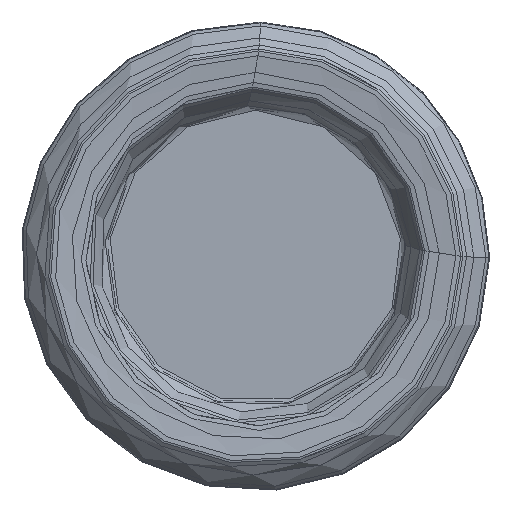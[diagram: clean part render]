
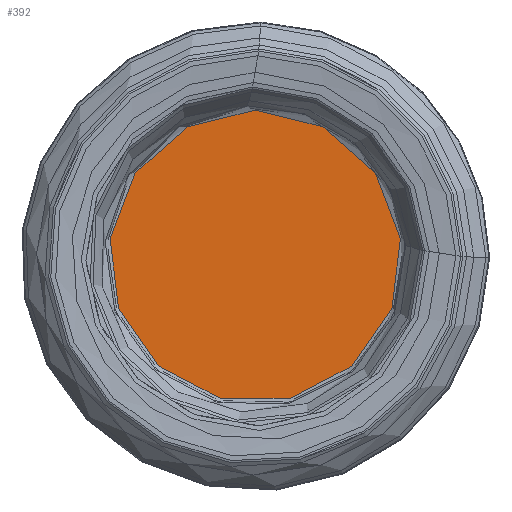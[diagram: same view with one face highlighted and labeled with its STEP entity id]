
A CAD part, left-side view. The second image highlights one B-rep face of the part: STEP entity #392.
In plain terms, the highlighted planar face has unit normal (-1, 0, 0).
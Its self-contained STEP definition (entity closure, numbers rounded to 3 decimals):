
#392=ADVANCED_FACE('',(#484),#411,.F.);
#411=PLANE('',#1470);
#484=FACE_OUTER_BOUND('',#562,.T.);
#562=EDGE_LOOP('',(#983));
#681=CIRCLE('',#1469,35.373);
#983=ORIENTED_EDGE('',*,*,#1247,.T.);
#1088=VERTEX_POINT('',#2929);
#1247=EDGE_CURVE('',#1088,#1088,#681,.T.);
#1469=AXIS2_PLACEMENT_3D('',#2928,#1743,#1744);
#1470=AXIS2_PLACEMENT_3D('',#2930,#1745,#1746);
#1743=DIRECTION('',(-1.,0.,0.));
#1744=DIRECTION('',(0.,0.,1.));
#1745=DIRECTION('',(1.,0.,0.));
#1746=DIRECTION('',(0.,0.,-1.));
#2928=CARTESIAN_POINT('',(9.,0.,0.));
#2929=CARTESIAN_POINT('',(9.,0.,35.373));
#2930=CARTESIAN_POINT('',(9.,35.373,0.));
